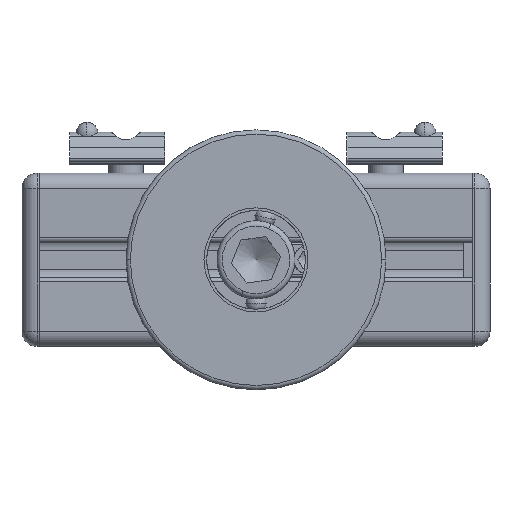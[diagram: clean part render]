
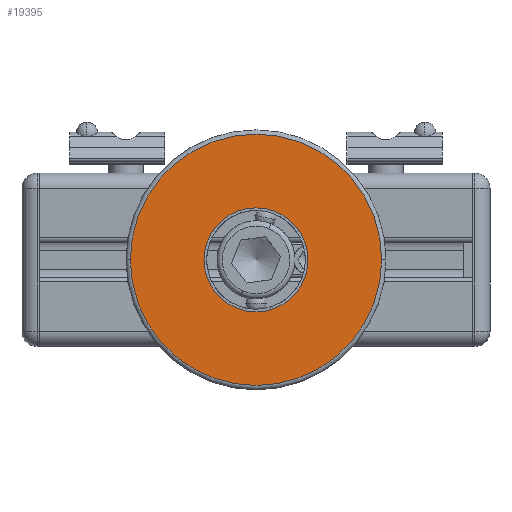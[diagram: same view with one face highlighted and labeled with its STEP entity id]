
A CAD part, front view. The second image highlights one B-rep face of the part: STEP entity #19395.
In plain terms, the highlighted planar face has unit normal (0, -1, 0).
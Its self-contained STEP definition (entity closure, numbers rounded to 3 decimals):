
#18297=CARTESIAN_POINT('',(21.,-70.5,0.));
#18298=VERTEX_POINT('',#18297);
#18308=CARTESIAN_POINT('',(50.,-70.5,29.));
#18309=VERTEX_POINT('',#18308);
#18310=CARTESIAN_POINT('',(50.,-70.5,0.));
#18311=DIRECTION('',(0.0,-1.0,0.0));
#18312=DIRECTION('',(0.0,0.0,1.0));
#18313=AXIS2_PLACEMENT_3D('',#18310,#18311,#18312);
#18314=CIRCLE('',#18313,29.);
#18315=EDGE_CURVE('',#18309,#18298,#18314,.T.);
#18317=CARTESIAN_POINT('',(79.,-70.5,0.));
#18318=VERTEX_POINT('',#18317);
#18319=CARTESIAN_POINT('',(50.,-70.5,0.));
#18320=DIRECTION('',(0.0,-1.0,0.0));
#18321=DIRECTION('',(0.0,0.0,1.0));
#18322=AXIS2_PLACEMENT_3D('',#18319,#18320,#18321);
#18323=CIRCLE('',#18322,29.);
#18324=EDGE_CURVE('',#18318,#18309,#18323,.T.);
#18875=CARTESIAN_POINT('',(50.,-70.5,12.));
#18876=VERTEX_POINT('',#18875);
#18885=CARTESIAN_POINT('',(50.,-70.5,-12.));
#18886=VERTEX_POINT('',#18885);
#18887=CARTESIAN_POINT('',(50.,-70.5,0.));
#18888=DIRECTION('',(0.0,1.0,0.0));
#18889=DIRECTION('',(0.0,0.0,1.0));
#18890=AXIS2_PLACEMENT_3D('',#18887,#18888,#18889);
#18891=CIRCLE('',#18890,12.);
#18892=EDGE_CURVE('',#18886,#18876,#18891,.T.);
#18926=CARTESIAN_POINT('',(50.,-70.5,0.));
#18927=DIRECTION('',(0.0,1.0,0.0));
#18928=DIRECTION('',(0.0,0.0,1.0));
#18929=AXIS2_PLACEMENT_3D('',#18926,#18927,#18928);
#18930=CIRCLE('',#18929,12.);
#18931=EDGE_CURVE('',#18876,#18886,#18930,.T.);
#19371=CARTESIAN_POINT('',(50.,-70.5,0.));
#19372=DIRECTION('',(0.0,-1.0,0.0));
#19373=DIRECTION('',(0.0,0.0,1.0));
#19374=AXIS2_PLACEMENT_3D('',#19371,#19372,#19373);
#19375=CIRCLE('',#19374,29.);
#19376=EDGE_CURVE('',#18298,#18318,#19375,.T.);
#19381=CARTESIAN_POINT('',(81.9,-70.5,31.9));
#19382=DIRECTION('',(0.0,-1.0,0.0));
#19383=DIRECTION('',(-1.0,0.0,0.0));
#19384=AXIS2_PLACEMENT_3D('',#19381,#19382,#19383);
#19385=PLANE('',#19384);
#19386=ORIENTED_EDGE('',*,*,#18315,.T.);
#19387=ORIENTED_EDGE('',*,*,#19376,.T.);
#19388=ORIENTED_EDGE('',*,*,#18324,.T.);
#19389=EDGE_LOOP('',(#19386,#19387,#19388));
#19390=FACE_OUTER_BOUND('',#19389,.T.);
#19391=ORIENTED_EDGE('',*,*,#18931,.T.);
#19392=ORIENTED_EDGE('',*,*,#18892,.T.);
#19393=EDGE_LOOP('',(#19391,#19392));
#19394=FACE_BOUND('',#19393,.T.);
#19395=ADVANCED_FACE('',(#19390,#19394),#19385,.T.);
